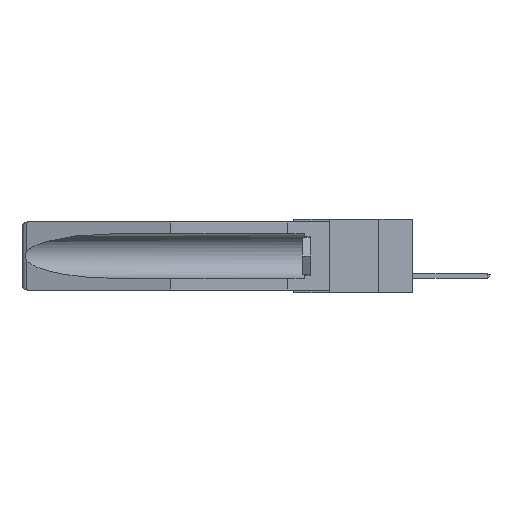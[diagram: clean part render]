
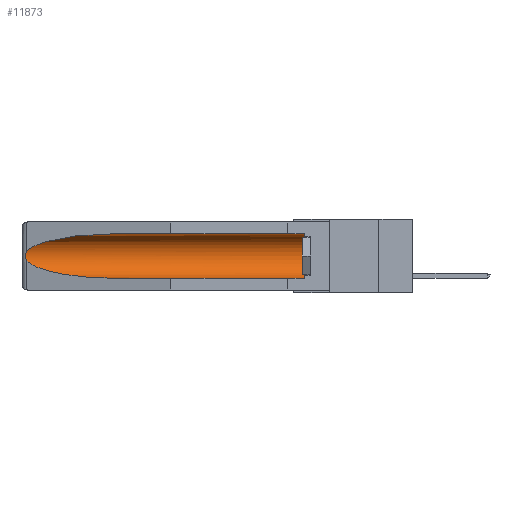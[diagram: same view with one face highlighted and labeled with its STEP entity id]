
A CAD part, left-side view. The second image highlights one B-rep face of the part: STEP entity #11873.
In plain terms, the highlighted cylindrical face has radius 2.857 mm (diameter 5.715 mm), a partial arc.
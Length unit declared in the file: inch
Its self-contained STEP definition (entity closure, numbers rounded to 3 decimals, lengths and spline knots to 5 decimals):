
#34 = CARTESIAN_POINT ( 'NONE',  ( 0.2673, 1.53269, -0.17917 ) ) ;
#186 = CARTESIAN_POINT ( 'NONE',  ( 0.26597, 1.52961, -0.15275 ) ) ;
#453 = ORIENTED_EDGE ( 'NONE', *, *, #12485, .T. ) ;
#785 = AXIS2_PLACEMENT_3D ( 'NONE', #8887, #14516, #14428 ) ;
#1814 = CYLINDRICAL_SURFACE ( 'NONE', #785, 0.1125 ) ;
#2520 = LINE ( 'NONE', #22307, #10970 ) ;
#2719 = VERTEX_POINT ( 'NONE', #10661 ) ;
#2903 = ORIENTED_EDGE ( 'NONE', *, *, #14076, .T. ) ;
#4447 = CARTESIAN_POINT ( 'NONE',  ( 0.25451, 1.48313, -0.24835 ) ) ;
#4575 = ORIENTED_EDGE ( 'NONE', *, *, #12334, .T. ) ;
#4702 = FACE_OUTER_BOUND ( 'NONE', #20627, .T. ) ;
#5066 =( BOUNDED_CURVE ( )  B_SPLINE_CURVE ( 3, ( #7734, #22677, #5641, #7651 ),
 .UNSPECIFIED., .F., .F. ) 
 B_SPLINE_CURVE_WITH_KNOTS ( ( 4, 4 ),
 ( 4.71239, 6.08839 ),
 .UNSPECIFIED. ) 
 CURVE ( )  GEOMETRIC_REPRESENTATION_ITEM ( )  RATIONAL_B_SPLINE_CURVE ( ( 1., 0.848, 0.848, 1. ) ) 
 REPRESENTATION_ITEM ( '' )  );
#5641 = CARTESIAN_POINT ( 'NONE',  ( 0.25451, 1.48313, -0.09465 ) ) ;
#5680 = CARTESIAN_POINT ( 'NONE',  ( 0.26537, 1.52718, -0.14972 ) ) ;
#6223 = CARTESIAN_POINT ( 'NONE',  ( 0.155, 1.07973, -0.284 ) ) ;
#6924 = LINE ( 'NONE', #14424, #11034 ) ;
#6996 = DIRECTION ( 'NONE',  ( 0., 1., 0. ) ) ;
#7651 = CARTESIAN_POINT ( 'NONE',  ( 0.26537, 1.52718, -0.14972 ) ) ;
#7734 = CARTESIAN_POINT ( 'NONE',  ( 0.155, 1.07973, -0.059 ) ) ;
#7831 = EDGE_CURVE ( 'NONE', #20008, #22699, #2520, .T. ) ;
#8887 = CARTESIAN_POINT ( 'NONE',  ( 0.155, -0.30754, -0.1715 ) ) ;
#9163 = CARTESIAN_POINT ( 'NONE',  ( 0.155, 0.126, -0.059 ) ) ;
#9417 = B_SPLINE_CURVE_WITH_KNOTS ( 'NONE', 3,
 ( #5680, #186, #22105, #14718, #24012, #11167, #34, #9835, #19049, #15433 ),
 .UNSPECIFIED., .F., .F.,
 ( 4, 2, 2, 2, 4 ),
 ( 0., 0.00029, 0.00058, 0.00087, 0.00117 ),
 .UNSPECIFIED. ) ;
#9835 = CARTESIAN_POINT ( 'NONE',  ( 0.26655, 1.53094, -0.18657 ) ) ;
#10661 = CARTESIAN_POINT ( 'NONE',  ( 0.26537, 1.52718, -0.14972 ) ) ;
#10970 = VECTOR ( 'NONE', #18567, 39.37008 ) ;
#11034 = VECTOR ( 'NONE', #6996, 39.37008 ) ;
#11167 = CARTESIAN_POINT ( 'NONE',  ( 0.2675, 1.53308, -0.17534 ) ) ;
#11873 = ADVANCED_FACE ( 'NONE', ( #4702 ), #1814, .F. ) ;
#12159 = ORIENTED_EDGE ( 'NONE', *, *, #13240, .T. ) ;
#12334 = EDGE_CURVE ( 'NONE', #2719, #23931, #9417, .T. ) ;
#12485 = EDGE_CURVE ( 'NONE', #23931, #22699, #18033, .T. ) ;
#12749 = VERTEX_POINT ( 'NONE', #9163 ) ;
#12870 = CARTESIAN_POINT ( 'NONE',  ( 0.26537, 1.52718, -0.19328 ) ) ;
#13240 = EDGE_CURVE ( 'NONE', #12749, #23199, #6924, .T. ) ;
#13887 = CARTESIAN_POINT ( 'NONE',  ( 0.26537, 1.52718, -0.19328 ) ) ;
#13989 = CARTESIAN_POINT ( 'NONE',  ( 0.155, 0.126, -0.1715 ) ) ;
#14076 = EDGE_CURVE ( 'NONE', #23199, #2719, #5066, .T. ) ;
#14424 = CARTESIAN_POINT ( 'NONE',  ( 0.155, -0.30754, -0.059 ) ) ;
#14428 = DIRECTION ( 'NONE',  ( 0., 0., 1. ) ) ;
#14516 = DIRECTION ( 'NONE',  ( 0., 1., 0. ) ) ;
#14718 = CARTESIAN_POINT ( 'NONE',  ( 0.2673, 1.5327, -0.16383 ) ) ;
#15433 = CARTESIAN_POINT ( 'NONE',  ( 0.26537, 1.52718, -0.19328 ) ) ;
#15845 = DIRECTION ( 'NONE',  ( 0., -1., 0. ) ) ;
#16467 = CARTESIAN_POINT ( 'NONE',  ( 0.155, 1.07973, -0.284 ) ) ;
#17786 = EDGE_CURVE ( 'NONE', #20008, #12749, #22262, .T. ) ;
#18033 =( BOUNDED_CURVE ( )  B_SPLINE_CURVE ( 3, ( #13887, #4447, #21330, #6223 ),
 .UNSPECIFIED., .F., .F. ) 
 B_SPLINE_CURVE_WITH_KNOTS ( ( 4, 4 ),
 ( 0.1948, 1.5708 ),
 .UNSPECIFIED. ) 
 CURVE ( )  GEOMETRIC_REPRESENTATION_ITEM ( )  RATIONAL_B_SPLINE_CURVE ( ( 1., 0.848, 0.848, 1. ) ) 
 REPRESENTATION_ITEM ( '' )  );
#18567 = DIRECTION ( 'NONE',  ( 0., 1., 0. ) ) ;
#18723 = AXIS2_PLACEMENT_3D ( 'NONE', #13989, #15845, #23348 ) ;
#18814 = ORIENTED_EDGE ( 'NONE', *, *, #7831, .F. ) ;
#19049 = CARTESIAN_POINT ( 'NONE',  ( 0.26597, 1.5296, -0.19026 ) ) ;
#20008 = VERTEX_POINT ( 'NONE', #20522 ) ;
#20458 = ORIENTED_EDGE ( 'NONE', *, *, #17786, .T. ) ;
#20522 = CARTESIAN_POINT ( 'NONE',  ( 0.155, 0.126, -0.284 ) ) ;
#20627 = EDGE_LOOP ( 'NONE', ( #2903, #4575, #453, #18814, #20458, #12159 ) ) ;
#21330 = CARTESIAN_POINT ( 'NONE',  ( 0.21114, 1.30732, -0.284 ) ) ;
#22105 = CARTESIAN_POINT ( 'NONE',  ( 0.26654, 1.53092, -0.15636 ) ) ;
#22262 = CIRCLE ( 'NONE', #18723, 0.1125 ) ;
#22307 = CARTESIAN_POINT ( 'NONE',  ( 0.155, -0.30754, -0.284 ) ) ;
#22677 = CARTESIAN_POINT ( 'NONE',  ( 0.21114, 1.30732, -0.059 ) ) ;
#22699 = VERTEX_POINT ( 'NONE', #16467 ) ;
#23199 = VERTEX_POINT ( 'NONE', #23721 ) ;
#23348 = DIRECTION ( 'NONE',  ( 0., 0., 1. ) ) ;
#23721 = CARTESIAN_POINT ( 'NONE',  ( 0.155, 1.07973, -0.059 ) ) ;
#23931 = VERTEX_POINT ( 'NONE', #12870 ) ;
#24012 = CARTESIAN_POINT ( 'NONE',  ( 0.2675, 1.53308, -0.16763 ) ) ;
